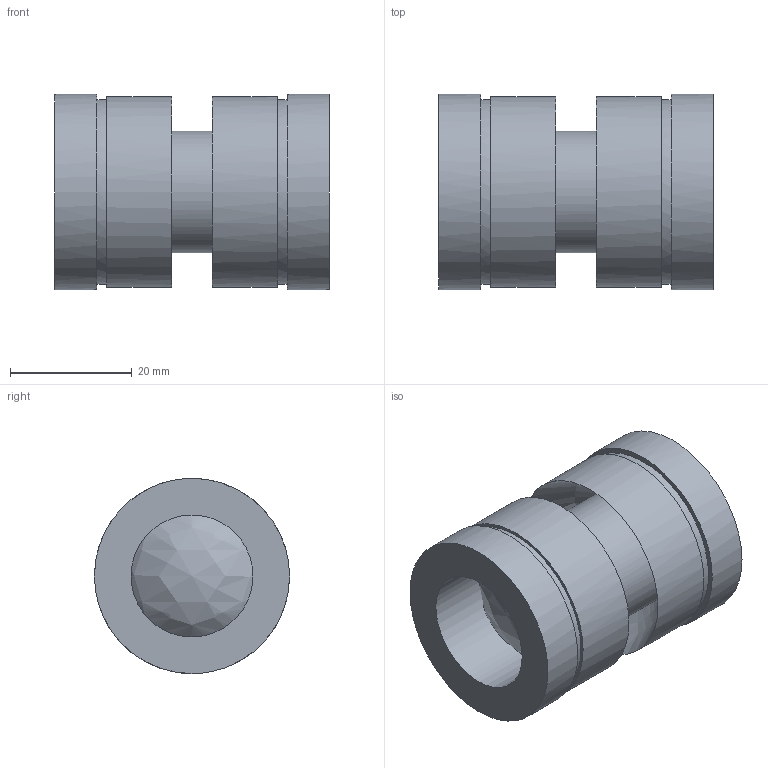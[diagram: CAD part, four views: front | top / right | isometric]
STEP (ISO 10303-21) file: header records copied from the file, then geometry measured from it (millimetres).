
FILE_DESCRIPTION ((), '1');
FILE_NAME ('SK70-220.stp', '2020-09-08T11:36:37', ('Unknown'), ('Unknown'), 'HarmonyWare STEP v2.0.5', 'Vectorworks', '');
FILE_SCHEMA (('CONFIG_CONTROL_DESIGN'));
Length unit declared in the file: millimetre
Products named in the file (1): NONE
Bounding box: 45 x 32 x 31.99 mm (x, y, z)
Volume: 3872.6 mm3; surface area: 10410.3 mm2
Topology: 1 solids, 1 shells, 15 faces, 46 edges, 39 vertices
Faces by surface type: bspline 15
Entity records: 1173 total; most frequent: CARTESIAN_POINT 822, ORIENTED_EDGE 96, EDGE_CURVE 48, VERTEX_POINT 41, EDGE_LOOP 21, FACE_OUTER_BOUND 14, ADVANCED_FACE 14, B_SPLINE_CURVE_WITH_KNOTS 11
